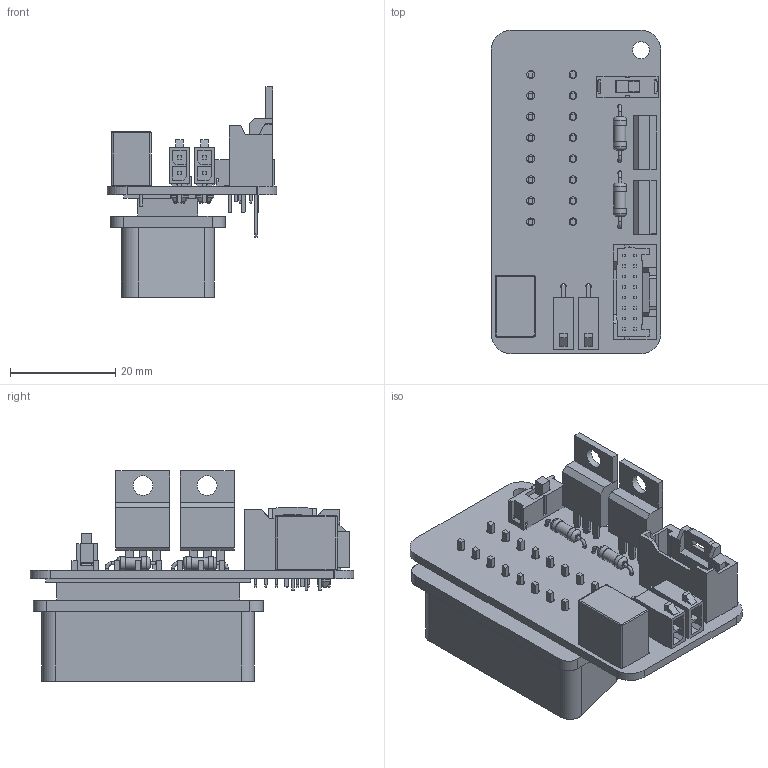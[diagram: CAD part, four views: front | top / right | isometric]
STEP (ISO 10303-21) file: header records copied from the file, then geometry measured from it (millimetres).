
FILE_DESCRIPTION(('KiCad electronic assembly'),'2;1');
FILE_NAME('V2.7-Connector-board.step','2025-07-29T16:17:03',('Pcbnew'),( 'Kicad'),'Open CASCADE STEP processor 7.7','KiCad to STEP converter' ,'Unknown');
FILE_SCHEMA(('AUTOMOTIVE_DESIGN { 1 0 10303 214 1 1 1 1 }'));
Length unit declared in the file: millimetre
Products named in the file (160): V2.7-Connector-board 1; R_Axial_DIN0207_L6.3mm_D2.5mm_P10.16mm_Horizontal; R_Axial_DIN0207_L63mm_D25mm_P1016mm_Horizontal; 2125280200; 2125280200wbm000_01; EG1218; EG1218.stp; 5016451620; 5016451620wbm000_01; Converter_DCDC_TRACO_TSR-1_THT; Converter_DCDC_TRACO_TSR_1_THT; TO-220-3_Vertical; J1962_Male_Connector; FACE; _autosave-V2.7-Connector-board_PCB
Assembly tree (162 placements, depth 3):
  V2.7-Connector-board 1
    R_Axial_DIN0207_L6.3mm_D2.5mm_P10.16mm_Horizontal  x2
      R_Axial_DIN0207_L63mm_D25mm_P1016mm_Horizontal
    2125280200  x2
      2125280200wbm000_01
    EG1218
      EG1218.stp
    5016451620
      5016451620wbm000_01
    Converter_DCDC_TRACO_TSR-1_THT
      Converter_DCDC_TRACO_TSR_1_THT
    TO-220-3_Vertical  x2
      TO-220-3_Vertical
    J1962_Male_Connector
      FACE
      FACE
      FACE
      FACE
      FACE
      FACE
      FACE
      FACE
      FACE
      FACE
      FACE
      FACE
      FACE
      FACE
      FACE
      FACE
      FACE
      FACE
      FACE
      FACE
      FACE
      FACE
      FACE
      FACE
      FACE
      FACE
      FACE
      FACE
      FACE
      FACE
      FACE
      FACE
      FACE
      FACE
      FACE
      FACE
      FACE
      FACE
      FACE
      FACE
      FACE
      FACE
      FACE
      FACE
      FACE
      FACE
Bounding box: 32.13 x 61.3 x 39.83 mm (x, y, z)
Volume: 6228.7 mm3; surface area: 16820.9 mm2
Topology: 10 solids, 155 shells, 1002 faces, 2975 edges, 2196 vertices
Faces by surface type: plane 726, bspline 131, cylinder 111, torus 15, revolution 14, cone 5
Full cylindrical faces by diameter (mm): 0.5 x3, 0.6 x8, 0.8 x4, 0.838 x16, 0.889 x3, 1 x4, 1.016 x4, 1.1 x6, 1.397 x1, 1.492 x16, 2.25 x2, 2.5 x4, 3.048 x2, 3.2 x1, 3.735 x2
Entity records: 34113 total; most frequent: CARTESIAN_POINT 6439, DIRECTION 4463, ORIENTED_EDGE 4448, EDGE_CURVE 2618, LINE 2205, VECTOR 2205, VERTEX_POINT 1962, AXIS2_PLACEMENT_3D 1122
